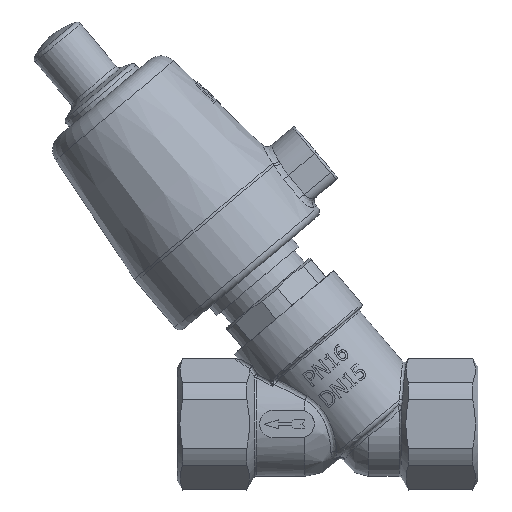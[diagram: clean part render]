
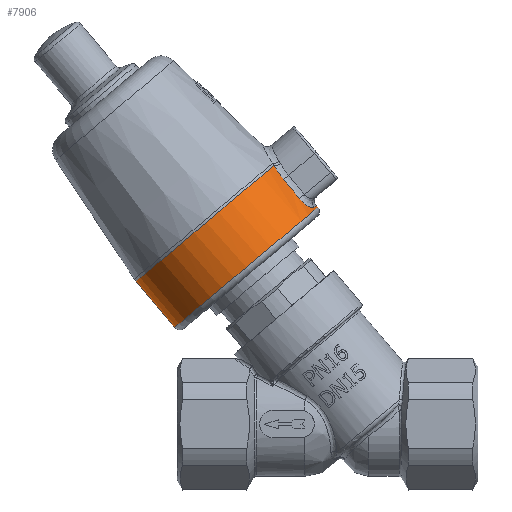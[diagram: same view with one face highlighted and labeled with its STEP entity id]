
A CAD part, front view. The second image highlights one B-rep face of the part: STEP entity #7906.
In plain terms, the highlighted cylindrical face has radius 20.5 mm (diameter 41 mm), a full revolution.
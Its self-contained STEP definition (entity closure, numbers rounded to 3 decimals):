
#462=B_SPLINE_CURVE_WITH_KNOTS('',3,(#16480,#16481,#16482,#16483),
 .UNSPECIFIED.,.F.,.F.,(4,4),(-5.684,-5.304),
 .UNSPECIFIED.);
#464=B_SPLINE_CURVE_WITH_KNOTS('',3,(#16541,#16542,#16543,#16544),
 .UNSPECIFIED.,.F.,.F.,(4,4),(-11.748,-11.369),
 .UNSPECIFIED.);
#466=B_SPLINE_CURVE_WITH_KNOTS('',3,(#16600,#16601,#16602,#16603,#16604),
 .UNSPECIFIED.,.F.,.F.,(4,1,4),(0.,0.247,
0.576),.UNSPECIFIED.);
#468=B_SPLINE_CURVE_WITH_KNOTS('',3,(#16637,#16638,#16639,#16640,#16641),
 .UNSPECIFIED.,.F.,.F.,(4,1,4),(0.,0.329,0.576),
 .UNSPECIFIED.);
#533=ELLIPSE('',#8773,630.331,20.5);
#535=ELLIPSE('',#8780,630.331,20.5);
#870=CIRCLE('',#8784,20.5);
#871=CIRCLE('',#8786,20.5);
#872=CIRCLE('',#8787,20.5);
#875=CIRCLE('',#8793,20.5);
#876=CIRCLE('',#8794,20.5);
#877=CIRCLE('',#8795,20.5);
#1064=CYLINDRICAL_SURFACE('',#8797,20.5);
#1462=FACE_OUTER_BOUND('',#1938,.T.);
#1938=EDGE_LOOP('',(#6893,#6894,#6895,#6896,#6897,#6898,#6899,#6900,#6901,
#6902,#6903,#6904,#6905,#6906));
#2422=LINE('',#16664,#2871);
#2871=VECTOR('',#10668,20.5);
#3568=VERTEX_POINT('',#16301);
#3569=VERTEX_POINT('',#16303);
#3574=VERTEX_POINT('',#16412);
#3577=VERTEX_POINT('',#16444);
#3579=VERTEX_POINT('',#16479);
#3580=VERTEX_POINT('',#16569);
#3581=VERTEX_POINT('',#16598);
#3582=VERTEX_POINT('',#16635);
#3583=VERTEX_POINT('',#16645);
#3586=VERTEX_POINT('',#16655);
#3587=VERTEX_POINT('',#16657);
#3588=VERTEX_POINT('',#16659);
#4690=EDGE_CURVE('',#3568,#3569,#533,.T.);
#4704=EDGE_CURVE('',#3574,#3579,#462,.T.);
#4706=EDGE_CURVE('',#3569,#3577,#464,.T.);
#4710=EDGE_CURVE('',#3579,#3580,#535,.T.);
#4712=EDGE_CURVE('',#3580,#3581,#466,.T.);
#4715=EDGE_CURVE('',#3582,#3568,#468,.T.);
#4716=EDGE_CURVE('',#3581,#3582,#870,.T.);
#4717=EDGE_CURVE('',#3577,#3583,#871,.T.);
#4718=EDGE_CURVE('',#3583,#3574,#872,.T.);
#4722=EDGE_CURVE('',#3586,#3587,#875,.T.);
#4723=EDGE_CURVE('',#3587,#3588,#876,.T.);
#4724=EDGE_CURVE('',#3588,#3586,#877,.T.);
#4726=EDGE_CURVE('',#3587,#3583,#2422,.T.);
#6893=ORIENTED_EDGE('',*,*,#4724,.F.);
#6894=ORIENTED_EDGE('',*,*,#4723,.F.);
#6895=ORIENTED_EDGE('',*,*,#4726,.T.);
#6896=ORIENTED_EDGE('',*,*,#4717,.F.);
#6897=ORIENTED_EDGE('',*,*,#4706,.F.);
#6898=ORIENTED_EDGE('',*,*,#4690,.F.);
#6899=ORIENTED_EDGE('',*,*,#4715,.F.);
#6900=ORIENTED_EDGE('',*,*,#4716,.F.);
#6901=ORIENTED_EDGE('',*,*,#4712,.F.);
#6902=ORIENTED_EDGE('',*,*,#4710,.F.);
#6903=ORIENTED_EDGE('',*,*,#4704,.F.);
#6904=ORIENTED_EDGE('',*,*,#4718,.F.);
#6905=ORIENTED_EDGE('',*,*,#4726,.F.);
#6906=ORIENTED_EDGE('',*,*,#4722,.F.);
#7906=ADVANCED_FACE('',(#1462),#1064,.T.);
#8773=AXIS2_PLACEMENT_3D('',#16304,#10615,#10616);
#8780=AXIS2_PLACEMENT_3D('',#16572,#10631,#10632);
#8784=AXIS2_PLACEMENT_3D('',#16643,#10639,#10640);
#8786=AXIS2_PLACEMENT_3D('',#16646,#10643,#10644);
#8787=AXIS2_PLACEMENT_3D('',#16647,#10645,#10646);
#8793=AXIS2_PLACEMENT_3D('',#16658,#10658,#10659);
#8794=AXIS2_PLACEMENT_3D('',#16660,#10660,#10661);
#8795=AXIS2_PLACEMENT_3D('',#16661,#10662,#10663);
#8797=AXIS2_PLACEMENT_3D('',#16663,#10666,#10667);
#10615=DIRECTION('center_axis',(0.,-0.033,
0.999));
#10616=DIRECTION('ref_axis',(0.,-0.999,-0.033));
#10631=DIRECTION('center_axis',(0.,-0.033,
-0.999));
#10632=DIRECTION('ref_axis',(0.,-0.999,0.033));
#10639=DIRECTION('center_axis',(0.,1.,0.));
#10640=DIRECTION('ref_axis',(1.,0.,0.));
#10643=DIRECTION('center_axis',(0.,1.,0.));
#10644=DIRECTION('ref_axis',(-1.,0.,0.));
#10645=DIRECTION('center_axis',(0.,1.,0.));
#10646=DIRECTION('ref_axis',(-1.,0.,0.));
#10658=DIRECTION('center_axis',(0.,-1.,0.));
#10659=DIRECTION('ref_axis',(-1.,0.,0.));
#10660=DIRECTION('center_axis',(0.,-1.,0.));
#10661=DIRECTION('ref_axis',(-1.,0.,0.));
#10662=DIRECTION('center_axis',(0.,-1.,0.));
#10663=DIRECTION('ref_axis',(-1.,0.,0.));
#10666=DIRECTION('center_axis',(0.,-1.,0.));
#10667=DIRECTION('ref_axis',(1.,0.,0.));
#10668=DIRECTION('',(0.,1.,0.));
#16301=CARTESIAN_POINT('',(18.626,5.622,-8.562));
#16303=CARTESIAN_POINT('',(18.706,11.027,-8.386));
#16304=CARTESIAN_POINT('Origin',(0.,268.752,0.));
#16412=CARTESIAN_POINT('',(19.024,14.715,7.638));
#16444=CARTESIAN_POINT('',(19.024,14.715,-7.638));
#16479=CARTESIAN_POINT('',(18.706,11.027,8.386));
#16480=CARTESIAN_POINT('Ctrl Pts',(19.024,14.715,7.638));
#16481=CARTESIAN_POINT('Ctrl Pts',(18.831,13.577,8.119));
#16482=CARTESIAN_POINT('Ctrl Pts',(18.708,12.3,8.383));
#16483=CARTESIAN_POINT('Ctrl Pts',(18.706,11.027,8.386));
#16541=CARTESIAN_POINT('Ctrl Pts',(18.706,11.027,-8.386));
#16542=CARTESIAN_POINT('Ctrl Pts',(18.708,12.3,-8.383));
#16543=CARTESIAN_POINT('Ctrl Pts',(18.831,13.577,-8.119));
#16544=CARTESIAN_POINT('Ctrl Pts',(19.024,14.715,-7.638));
#16569=CARTESIAN_POINT('',(18.626,5.622,8.562));
#16572=CARTESIAN_POINT('Origin',(0.,268.752,0.));
#16598=CARTESIAN_POINT('',(19.802,2.,5.303));
#16600=CARTESIAN_POINT('Ctrl Pts',(18.626,5.622,8.562));
#16601=CARTESIAN_POINT('Ctrl Pts',(18.614,4.8,8.589));
#16602=CARTESIAN_POINT('Ctrl Pts',(18.918,2.866,7.972));
#16603=CARTESIAN_POINT('Ctrl Pts',(19.538,2.,6.29));
#16604=CARTESIAN_POINT('Ctrl Pts',(19.802,2.,5.303));
#16635=CARTESIAN_POINT('',(19.802,2.,-5.303));
#16637=CARTESIAN_POINT('Ctrl Pts',(19.802,2.,-5.303));
#16638=CARTESIAN_POINT('Ctrl Pts',(19.538,2.,-6.29));
#16639=CARTESIAN_POINT('Ctrl Pts',(18.918,2.866,-7.972));
#16640=CARTESIAN_POINT('Ctrl Pts',(18.614,4.8,-8.589));
#16641=CARTESIAN_POINT('Ctrl Pts',(18.626,5.622,-8.562));
#16643=CARTESIAN_POINT('Origin',(0.,2.,0.));
#16645=CARTESIAN_POINT('',(-20.5,14.715,0.));
#16646=CARTESIAN_POINT('Origin',(0.,14.715,0.));
#16647=CARTESIAN_POINT('Origin',(0.,14.715,0.));
#16655=CARTESIAN_POINT('',(0.,1.5,20.5));
#16657=CARTESIAN_POINT('',(-20.5,1.5,0.));
#16658=CARTESIAN_POINT('Origin',(0.,1.5,0.));
#16659=CARTESIAN_POINT('',(20.5,1.5,0.));
#16660=CARTESIAN_POINT('Origin',(0.,1.5,0.));
#16661=CARTESIAN_POINT('Origin',(0.,1.5,0.));
#16663=CARTESIAN_POINT('Origin',(0.,7.5,0.));
#16664=CARTESIAN_POINT('',(-20.5,7.5,0.));
